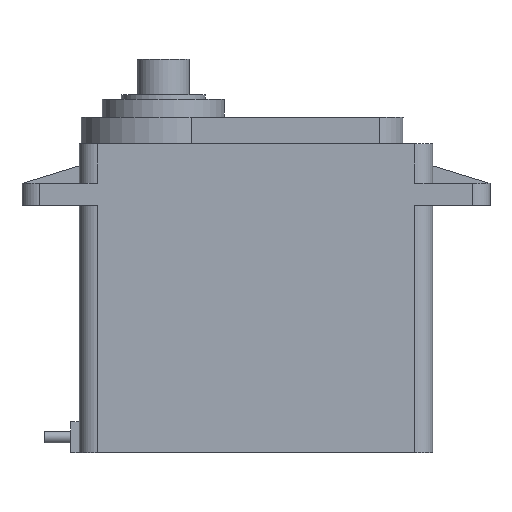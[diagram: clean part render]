
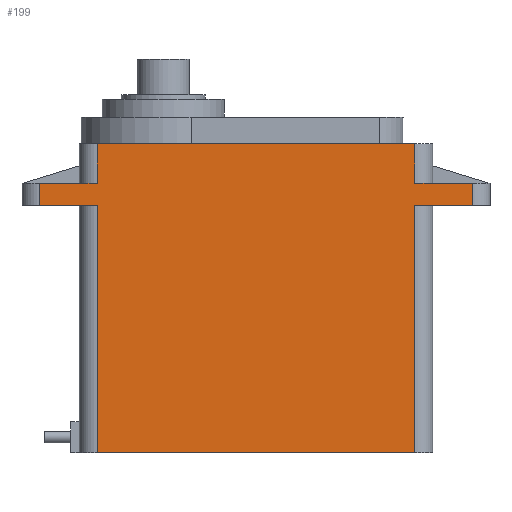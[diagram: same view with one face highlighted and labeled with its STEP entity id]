
A CAD part, front view. The second image highlights one B-rep face of the part: STEP entity #199.
In plain terms, the highlighted planar face has unit normal (0, -1, 0).
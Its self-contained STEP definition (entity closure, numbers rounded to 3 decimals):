
#46 = VERTEX_POINT('',#47);
#47 = CARTESIAN_POINT('',(38.,0.,35.));
#54 = EDGE_CURVE('',#46,#55,#57,.T.);
#55 = VERTEX_POINT('',#56);
#56 = CARTESIAN_POINT('',(38.,0.,30.5));
#57 = LINE('',#58,#59);
#58 = CARTESIAN_POINT('',(38.,0.,28.5));
#59 = VECTOR('',#60,1.);
#60 = DIRECTION('',(0.,0.,-1.));
#129 = VERTEX_POINT('',#130);
#130 = CARTESIAN_POINT('',(2.,0.,35.));
#137 = EDGE_CURVE('',#46,#129,#138,.T.);
#138 = LINE('',#139,#140);
#139 = CARTESIAN_POINT('',(20.,0.,35.));
#140 = VECTOR('',#141,1.);
#141 = DIRECTION('',(-1.,0.,0.));
#199 = ADVANCED_FACE('',(#200),#282,.F.);
#200 = FACE_BOUND('',#201,.T.);
#201 = EDGE_LOOP('',(#202,#210,#211,#212,#220,#228,#236,#244,#252,#260,
    #268,#276));
#202 = ORIENTED_EDGE('',*,*,#203,.F.);
#203 = EDGE_CURVE('',#55,#204,#206,.T.);
#204 = VERTEX_POINT('',#205);
#205 = CARTESIAN_POINT('',(44.5,0.,30.5));
#206 = LINE('',#207,#208);
#207 = CARTESIAN_POINT('',(40.,0.,30.5));
#208 = VECTOR('',#209,1.);
#209 = DIRECTION('',(1.,0.,0.));
#210 = ORIENTED_EDGE('',*,*,#54,.F.);
#211 = ORIENTED_EDGE('',*,*,#137,.T.);
#212 = ORIENTED_EDGE('',*,*,#213,.F.);
#213 = EDGE_CURVE('',#214,#129,#216,.T.);
#214 = VERTEX_POINT('',#215);
#215 = CARTESIAN_POINT('',(2.,0.,30.5));
#216 = LINE('',#217,#218);
#217 = CARTESIAN_POINT('',(2.,0.,9.5));
#218 = VECTOR('',#219,1.);
#219 = DIRECTION('',(0.,0.,1.));
#220 = ORIENTED_EDGE('',*,*,#221,.F.);
#221 = EDGE_CURVE('',#222,#214,#224,.T.);
#222 = VERTEX_POINT('',#223);
#223 = CARTESIAN_POINT('',(-4.5,0.,30.5));
#224 = LINE('',#225,#226);
#225 = CARTESIAN_POINT('',(0.,0.,30.5));
#226 = VECTOR('',#227,1.);
#227 = DIRECTION('',(1.,0.,0.));
#228 = ORIENTED_EDGE('',*,*,#229,.F.);
#229 = EDGE_CURVE('',#230,#222,#232,.T.);
#230 = VERTEX_POINT('',#231);
#231 = CARTESIAN_POINT('',(-4.5,0.,28.));
#232 = LINE('',#233,#234);
#233 = CARTESIAN_POINT('',(-4.5,0.,23.5));
#234 = VECTOR('',#235,1.);
#235 = DIRECTION('',(0.,0.,1.));
#236 = ORIENTED_EDGE('',*,*,#237,.F.);
#237 = EDGE_CURVE('',#238,#230,#240,.T.);
#238 = VERTEX_POINT('',#239);
#239 = CARTESIAN_POINT('',(2.,0.,28.));
#240 = LINE('',#241,#242);
#241 = CARTESIAN_POINT('',(0.,0.,28.));
#242 = VECTOR('',#243,1.);
#243 = DIRECTION('',(-1.,0.,0.));
#244 = ORIENTED_EDGE('',*,*,#245,.F.);
#245 = EDGE_CURVE('',#246,#238,#248,.T.);
#246 = VERTEX_POINT('',#247);
#247 = CARTESIAN_POINT('',(2.,0.,0.));
#248 = LINE('',#249,#250);
#249 = CARTESIAN_POINT('',(2.,0.,9.5));
#250 = VECTOR('',#251,1.);
#251 = DIRECTION('',(0.,0.,1.));
#252 = ORIENTED_EDGE('',*,*,#253,.T.);
#253 = EDGE_CURVE('',#246,#254,#256,.T.);
#254 = VERTEX_POINT('',#255);
#255 = CARTESIAN_POINT('',(38.,0.,0.));
#256 = LINE('',#257,#258);
#257 = CARTESIAN_POINT('',(0.,0.,0.));
#258 = VECTOR('',#259,1.);
#259 = DIRECTION('',(1.,0.,0.));
#260 = ORIENTED_EDGE('',*,*,#261,.F.);
#261 = EDGE_CURVE('',#262,#254,#264,.T.);
#262 = VERTEX_POINT('',#263);
#263 = CARTESIAN_POINT('',(38.,0.,28.));
#264 = LINE('',#265,#266);
#265 = CARTESIAN_POINT('',(38.,0.,28.5));
#266 = VECTOR('',#267,1.);
#267 = DIRECTION('',(0.,0.,-1.));
#268 = ORIENTED_EDGE('',*,*,#269,.T.);
#269 = EDGE_CURVE('',#262,#270,#272,.T.);
#270 = VERTEX_POINT('',#271);
#271 = CARTESIAN_POINT('',(44.5,0.,28.));
#272 = LINE('',#273,#274);
#273 = CARTESIAN_POINT('',(40.,0.,28.));
#274 = VECTOR('',#275,1.);
#275 = DIRECTION('',(1.,0.,0.));
#276 = ORIENTED_EDGE('',*,*,#277,.F.);
#277 = EDGE_CURVE('',#204,#270,#278,.T.);
#278 = LINE('',#279,#280);
#279 = CARTESIAN_POINT('',(44.5,0.,23.5));
#280 = VECTOR('',#281,1.);
#281 = DIRECTION('',(0.,0.,-1.));
#282 = PLANE('',#283);
#283 = AXIS2_PLACEMENT_3D('',#284,#285,#286);
#284 = CARTESIAN_POINT('',(20.,0.,19.));
#285 = DIRECTION('',(0.,1.,0.));
#286 = DIRECTION('',(1.,0.,0.));
